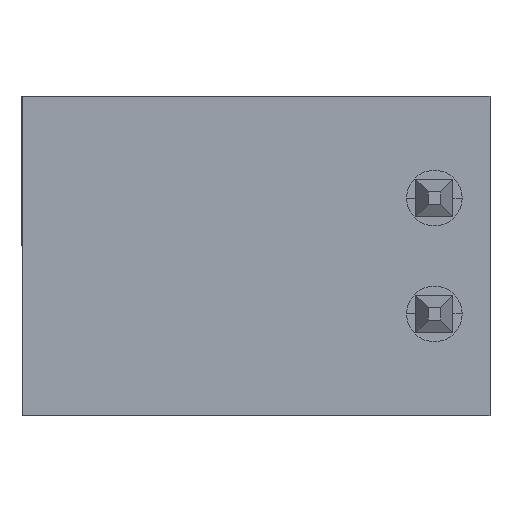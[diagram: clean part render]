
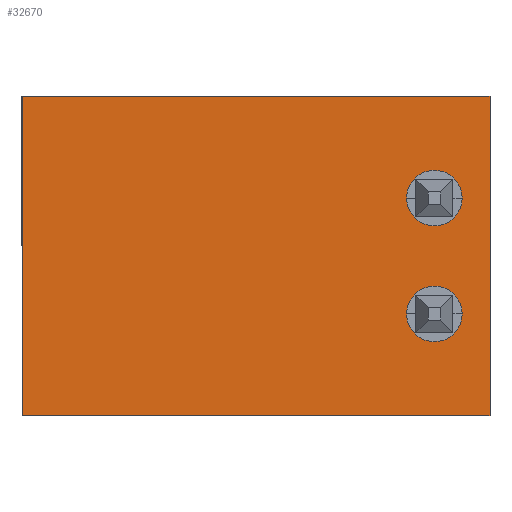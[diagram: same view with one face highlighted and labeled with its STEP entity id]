
A CAD part, front view. The second image highlights one B-rep face of the part: STEP entity #32670.
In plain terms, the highlighted planar face has unit normal (0, -1, 0).
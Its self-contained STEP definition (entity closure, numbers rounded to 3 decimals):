
#9210=CARTESIAN_POINT('',(-15.292,123.749,-31.05));
#9220=VERTEX_POINT('',#9210);
#9630=CARTESIAN_POINT('',(-25.392,123.749,-31.05));
#9640=VERTEX_POINT('',#9630);
#9670=CARTESIAN_POINT('',(-68.005,123.749,-31.05));
#9680=DIRECTION('',(-1.,0.,0.));
#9690=VECTOR('',#9680,1.);
#9700=LINE('',#9670,#9690);
#9710=EDGE_CURVE('',#9220,#9640,#9700,.T.);
#23710=CARTESIAN_POINT('',(-25.392,123.749,-24.15));
#23720=VERTEX_POINT('',#23710);
#23750=CARTESIAN_POINT('',(-25.392,123.749,
0.8));
#23760=DIRECTION('',(0.,0.,1.));
#23770=VECTOR('',#23760,1.);
#23780=LINE('',#23750,#23770);
#23790=EDGE_CURVE('',#9640,#23720,#23780,.T.);
#25520=CARTESIAN_POINT('',(-23.592,123.749,-26.35));
#25530=VERTEX_POINT('',#25520);
#25610=CARTESIAN_POINT('',(-24.792,123.749,-26.35));
#25620=VERTEX_POINT('',#25610);
#25650=CARTESIAN_POINT('',(-24.192,123.749,-26.35));
#25660=DIRECTION('',(0.,1.,0.));
#25670=DIRECTION('',(0.,0.,-1.));
#25680=AXIS2_PLACEMENT_3D('',#25650,#25660,#25670);
#25690=CIRCLE('',#25680,0.6);
#25700=EDGE_CURVE('',#25620,#25530,#25690,.T.);
#27200=CARTESIAN_POINT('',(-24.792,123.749,-28.85));
#27210=VERTEX_POINT('',#27200);
#27290=CARTESIAN_POINT('',(-23.592,123.749,-28.85));
#27300=VERTEX_POINT('',#27290);
#27330=CARTESIAN_POINT('',(-24.192,123.749,-28.85));
#27340=DIRECTION('',(0.,1.,0.));
#27350=DIRECTION('',(0.,0.,-1.));
#27360=AXIS2_PLACEMENT_3D('',#27330,#27340,#27350);
#27370=CIRCLE('',#27360,0.6);
#27380=EDGE_CURVE('',#27300,#27210,#27370,.T.);
#32340=CARTESIAN_POINT('',(-25.392,123.749,-12.9));
#32350=DIRECTION('',(0.,-1.,0.));
#32360=DIRECTION('',(0.,0.,-1.));
#32370=AXIS2_PLACEMENT_3D('',#32340,#32350,#32360);
#32380=PLANE('',#32370);
#32390=CARTESIAN_POINT('',(-68.005,123.749,-24.15));
#32400=DIRECTION('',(1.,0.,0.));
#32410=VECTOR('',#32400,1.);
#32420=LINE('',#32390,#32410);
#32430=CARTESIAN_POINT('',(-15.292,123.749,-24.15));
#32440=VERTEX_POINT('',#32430);
#32450=EDGE_CURVE('',#23720,#32440,#32420,.T.);
#32460=ORIENTED_EDGE('',*,*,#32450,.F.);
#32470=CARTESIAN_POINT('',(-15.292,123.749,
0.8));
#32480=DIRECTION('',(0.,0.,1.));
#32490=VECTOR('',#32480,1.);
#32500=LINE('',#32470,#32490);
#32510=EDGE_CURVE('',#9220,#32440,#32500,.T.);
#32520=ORIENTED_EDGE('',*,*,#32510,.T.);
#32530=ORIENTED_EDGE('',*,*,#9710,.F.);
#32540=ORIENTED_EDGE('',*,*,#23790,.F.);
#32550=EDGE_LOOP('',(#32540,#32530,#32520,#32460));
#32560=FACE_OUTER_BOUND('',#32550,.T.);
#32570=EDGE_CURVE('',#25530,#25620,#25690,.T.);
#32580=ORIENTED_EDGE('',*,*,#32570,.T.);
#32590=ORIENTED_EDGE('',*,*,#25700,.T.);
#32600=EDGE_LOOP('',(#32590,#32580));
#32610=FACE_BOUND('',#32600,.T.);
#32620=EDGE_CURVE('',#27210,#27300,#27370,.T.);
#32630=ORIENTED_EDGE('',*,*,#32620,.T.);
#32640=ORIENTED_EDGE('',*,*,#27380,.T.);
#32650=EDGE_LOOP('',(#32640,#32630));
#32660=FACE_BOUND('',#32650,.T.);
#32670=ADVANCED_FACE('',(#32560,#32610,#32660),#32380,.T.);
